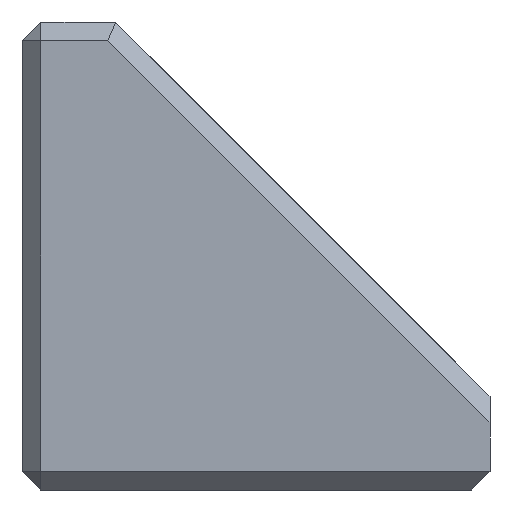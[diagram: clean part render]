
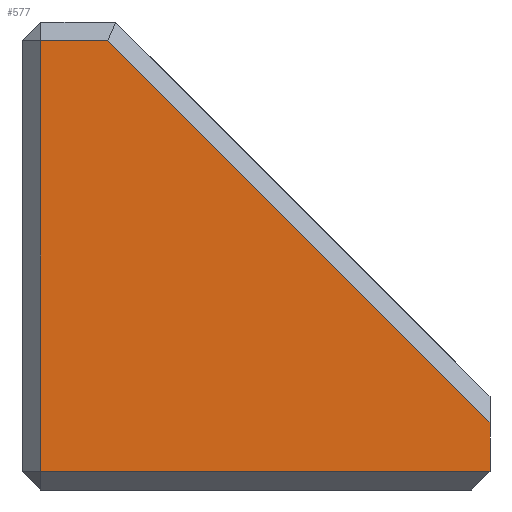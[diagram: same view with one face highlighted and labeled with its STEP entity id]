
A CAD part, front view. The second image highlights one B-rep face of the part: STEP entity #577.
In plain terms, the highlighted planar face has unit normal (0, -1, 0).
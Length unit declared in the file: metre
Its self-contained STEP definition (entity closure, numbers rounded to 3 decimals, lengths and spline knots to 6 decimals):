
#28=LINE('',#868,#98);
#29=LINE('',#871,#99);
#30=LINE('',#873,#100);
#31=LINE('',#875,#101);
#32=LINE('',#877,#102);
#98=VECTOR('',#701,1.);
#99=VECTOR('',#702,1.);
#100=VECTOR('',#703,1.);
#101=VECTOR('',#704,1.);
#102=VECTOR('',#705,1.);
#174=ORIENTED_EDGE('',*,*,#330,.F.);
#175=ORIENTED_EDGE('',*,*,#331,.T.);
#176=ORIENTED_EDGE('',*,*,#332,.T.);
#177=ORIENTED_EDGE('',*,*,#333,.T.);
#178=ORIENTED_EDGE('',*,*,#334,.T.);
#330=EDGE_CURVE('',#408,#409,#28,.T.);
#331=EDGE_CURVE('',#408,#410,#29,.T.);
#332=EDGE_CURVE('',#410,#411,#30,.T.);
#333=EDGE_CURVE('',#411,#412,#31,.T.);
#334=EDGE_CURVE('',#412,#409,#32,.T.);
#408=VERTEX_POINT('',#869);
#409=VERTEX_POINT('',#870);
#410=VERTEX_POINT('',#872);
#411=VERTEX_POINT('',#874);
#412=VERTEX_POINT('',#876);
#455=EDGE_LOOP('',(#174,#175,#176,#177,#178));
#503=FACE_BOUND('',#455,.T.);
#545=PLANE('',#632);
#577=ADVANCED_FACE('',(#503),#545,.F.);
#632=AXIS2_PLACEMENT_3D('',#867,#699,#700);
#699=DIRECTION('',(0.,1.,0.));
#700=DIRECTION('',(0.,0.,1.));
#701=DIRECTION('',(0.,0.,-1.));
#702=DIRECTION('',(-0.707,0.,0.707));
#703=DIRECTION('',(-1.,0.,0.));
#704=DIRECTION('',(0.,0.,-1.));
#705=DIRECTION('',(1.,0.,0.));
#867=CARTESIAN_POINT('',(0.,-0.0075,0.005));
#868=CARTESIAN_POINT('',(0.0125,-0.0075,0.005));
#869=CARTESIAN_POINT('',(0.0125,-0.0075,0.003586));
#870=CARTESIAN_POINT('',(0.0125,-0.0075,0.001));
#871=CARTESIAN_POINT('',(0.005543,-0.0075,0.010543));
#872=CARTESIAN_POINT('',(-0.007914,-0.0075,0.024));
#873=CARTESIAN_POINT('',(0.,-0.0075,0.024));
#874=CARTESIAN_POINT('',(-0.0115,-0.0075,0.024));
#875=CARTESIAN_POINT('',(-0.0115,-0.0075,0.));
#876=CARTESIAN_POINT('',(-0.0115,-0.0075,0.001));
#877=CARTESIAN_POINT('',(0.,-0.0075,0.001));
